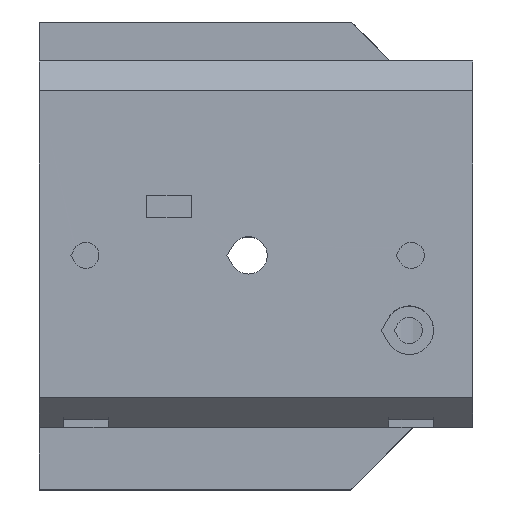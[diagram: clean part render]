
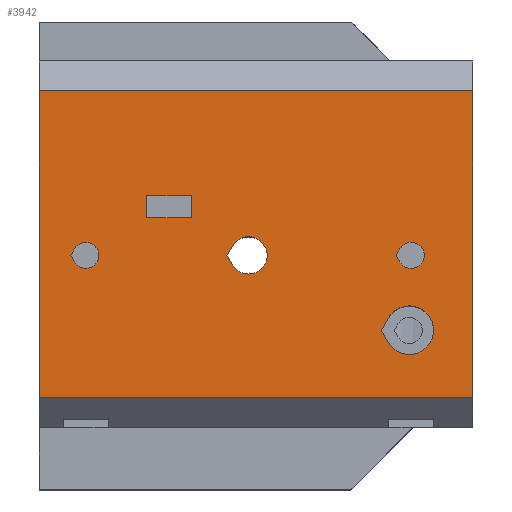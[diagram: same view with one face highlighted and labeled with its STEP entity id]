
A CAD part, top view. The second image highlights one B-rep face of the part: STEP entity #3942.
In plain terms, the highlighted planar face has unit normal (0, 0, 1).
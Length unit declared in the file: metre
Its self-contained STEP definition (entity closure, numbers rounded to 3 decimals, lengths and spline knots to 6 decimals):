
#79=CIRCLE('',#4170,0.00325);
#80=CIRCLE('',#4171,0.00175);
#81=CIRCLE('',#4172,0.00175);
#82=CIRCLE('',#4173,0.0025);
#164=ORIENTED_EDGE('',*,*,#1312,.F.);
#165=ORIENTED_EDGE('',*,*,#1313,.T.);
#166=ORIENTED_EDGE('',*,*,#1314,.T.);
#167=ORIENTED_EDGE('',*,*,#1315,.F.);
#168=ORIENTED_EDGE('',*,*,#1316,.F.);
#169=ORIENTED_EDGE('',*,*,#1317,.F.);
#170=ORIENTED_EDGE('',*,*,#1318,.T.);
#171=ORIENTED_EDGE('',*,*,#1319,.T.);
#172=ORIENTED_EDGE('',*,*,#1320,.T.);
#173=ORIENTED_EDGE('',*,*,#1321,.F.);
#174=ORIENTED_EDGE('',*,*,#1322,.T.);
#175=ORIENTED_EDGE('',*,*,#1323,.F.);
#176=ORIENTED_EDGE('',*,*,#1324,.T.);
#177=ORIENTED_EDGE('',*,*,#1325,.T.);
#178=ORIENTED_EDGE('',*,*,#1326,.F.);
#179=ORIENTED_EDGE('',*,*,#1327,.T.);
#180=ORIENTED_EDGE('',*,*,#1328,.T.);
#181=ORIENTED_EDGE('',*,*,#1329,.F.);
#182=ORIENTED_EDGE('',*,*,#1330,.F.);
#183=ORIENTED_EDGE('',*,*,#1331,.T.);
#1312=EDGE_CURVE('',#1886,#1887,#2273,.T.);
#1313=EDGE_CURVE('',#1886,#1888,#2274,.T.);
#1314=EDGE_CURVE('',#1888,#1889,#2275,.T.);
#1315=EDGE_CURVE('',#1887,#1889,#2276,.T.);
#1316=EDGE_CURVE('',#1890,#1891,#2277,.T.);
#1317=EDGE_CURVE('',#1892,#1890,#79,.T.);
#1318=EDGE_CURVE('',#1892,#1891,#2278,.T.);
#1319=EDGE_CURVE('',#1893,#1894,#2279,.T.);
#1320=EDGE_CURVE('',#1894,#1895,#2280,.T.);
#1321=EDGE_CURVE('',#1896,#1895,#2281,.T.);
#1322=EDGE_CURVE('',#1896,#1893,#2282,.T.);
#1323=EDGE_CURVE('',#1897,#1898,#2283,.T.);
#1324=EDGE_CURVE('',#1897,#1899,#80,.T.);
#1325=EDGE_CURVE('',#1899,#1898,#2284,.T.);
#1326=EDGE_CURVE('',#1900,#1901,#2285,.T.);
#1327=EDGE_CURVE('',#1900,#1902,#81,.T.);
#1328=EDGE_CURVE('',#1902,#1901,#2286,.T.);
#1329=EDGE_CURVE('',#1903,#1904,#2287,.T.);
#1330=EDGE_CURVE('',#1905,#1903,#82,.T.);
#1331=EDGE_CURVE('',#1905,#1904,#2288,.T.);
#1886=VERTEX_POINT('',#5528);
#1887=VERTEX_POINT('',#5529);
#1888=VERTEX_POINT('',#5531);
#1889=VERTEX_POINT('',#5533);
#1890=VERTEX_POINT('',#5536);
#1891=VERTEX_POINT('',#5537);
#1892=VERTEX_POINT('',#5539);
#1893=VERTEX_POINT('',#5542);
#1894=VERTEX_POINT('',#5543);
#1895=VERTEX_POINT('',#5545);
#1896=VERTEX_POINT('',#5547);
#1897=VERTEX_POINT('',#5550);
#1898=VERTEX_POINT('',#5551);
#1899=VERTEX_POINT('',#5553);
#1900=VERTEX_POINT('',#5556);
#1901=VERTEX_POINT('',#5557);
#1902=VERTEX_POINT('',#5559);
#1903=VERTEX_POINT('',#5562);
#1904=VERTEX_POINT('',#5563);
#1905=VERTEX_POINT('',#5565);
#2273=LINE('',#5527,#2736);
#2274=LINE('',#5530,#2737);
#2275=LINE('',#5532,#2738);
#2276=LINE('',#5534,#2739);
#2277=LINE('',#5535,#2740);
#2278=LINE('',#5540,#2741);
#2279=LINE('',#5541,#2742);
#2280=LINE('',#5544,#2743);
#2281=LINE('',#5546,#2744);
#2282=LINE('',#5548,#2745);
#2283=LINE('',#5549,#2746);
#2284=LINE('',#5554,#2747);
#2285=LINE('',#5555,#2748);
#2286=LINE('',#5560,#2749);
#2287=LINE('',#5561,#2750);
#2288=LINE('',#5566,#2751);
#2736=VECTOR('',#4470,1.);
#2737=VECTOR('',#4471,1.);
#2738=VECTOR('',#4472,1.);
#2739=VECTOR('',#4473,1.);
#2740=VECTOR('',#4474,1.);
#2741=VECTOR('',#4477,1.);
#2742=VECTOR('',#4478,1.);
#2743=VECTOR('',#4479,1.);
#2744=VECTOR('',#4480,1.);
#2745=VECTOR('',#4481,1.);
#2746=VECTOR('',#4482,1.);
#2747=VECTOR('',#4485,1.);
#2748=VECTOR('',#4486,1.);
#2749=VECTOR('',#4489,1.);
#2750=VECTOR('',#4490,1.);
#2751=VECTOR('',#4493,1.);
#3199=EDGE_LOOP('',(#164,#165,#166,#167));
#3200=EDGE_LOOP('',(#168,#169,#170));
#3201=EDGE_LOOP('',(#171,#172,#173,#174));
#3202=EDGE_LOOP('',(#175,#176,#177));
#3203=EDGE_LOOP('',(#178,#179,#180));
#3204=EDGE_LOOP('',(#181,#182,#183));
#3484=FACE_BOUND('',#3199,.T.);
#3485=FACE_BOUND('',#3200,.T.);
#3486=FACE_BOUND('',#3201,.T.);
#3487=FACE_BOUND('',#3202,.T.);
#3488=FACE_BOUND('',#3203,.T.);
#3489=FACE_BOUND('',#3204,.T.);
#3769=PLANE('',#4169);
#3942=ADVANCED_FACE('',(#3484,#3485,#3486,#3487,#3488,#3489),#3769,.F.);
#4169=AXIS2_PLACEMENT_3D('',#5526,#4468,#4469);
#4170=AXIS2_PLACEMENT_3D('',#5538,#4475,#4476);
#4171=AXIS2_PLACEMENT_3D('',#5552,#4483,#4484);
#4172=AXIS2_PLACEMENT_3D('',#5558,#4487,#4488);
#4173=AXIS2_PLACEMENT_3D('',#5564,#4491,#4492);
#4468=DIRECTION('',(0.,0.,-1.));
#4469=DIRECTION('',(0.,-1.,0.));
#4470=DIRECTION('',(-1.,0.,0.));
#4471=DIRECTION('',(0.,-1.,0.));
#4472=DIRECTION('',(-1.,0.,0.));
#4473=DIRECTION('',(0.,-1.,0.));
#4474=DIRECTION('',(-0.5,-0.866,0.));
#4475=DIRECTION('',(0.,0.,1.));
#4476=DIRECTION('',(1.,0.,0.));
#4477=DIRECTION('',(-0.5,0.866,0.));
#4478=DIRECTION('',(0.,-1.,0.));
#4479=DIRECTION('',(1.,0.,0.));
#4480=DIRECTION('',(0.,-1.,0.));
#4481=DIRECTION('',(-1.,0.,0.));
#4482=DIRECTION('',(-0.5,-0.866,0.));
#4483=DIRECTION('',(0.,0.,-1.));
#4484=DIRECTION('',(-1.,0.,0.));
#4485=DIRECTION('',(-0.5,0.866,0.));
#4486=DIRECTION('',(-0.5,-0.866,0.));
#4487=DIRECTION('',(0.,0.,-1.));
#4488=DIRECTION('',(-1.,0.,0.));
#4489=DIRECTION('',(-0.5,0.866,0.));
#4490=DIRECTION('',(-0.5,-0.866,0.));
#4491=DIRECTION('',(0.,0.,1.));
#4492=DIRECTION('',(1.,0.,0.));
#4493=DIRECTION('',(-0.5,0.866,0.));
#5526=CARTESIAN_POINT('',(-0.028,0.026,0.015));
#5527=CARTESIAN_POINT('',(-0.010625,0.008,0.015));
#5528=CARTESIAN_POINT('',(-0.007625,0.008,0.015));
#5529=CARTESIAN_POINT('',(-0.013625,0.008,0.015));
#5530=CARTESIAN_POINT('',(-0.007625,0.008,0.015));
#5531=CARTESIAN_POINT('',(-0.007625,0.005,0.015));
#5532=CARTESIAN_POINT('',(-0.010625,0.005,0.015));
#5533=CARTESIAN_POINT('',(-0.013625,0.005,0.015));
#5534=CARTESIAN_POINT('',(-0.013625,0.008,0.015));
#5535=CARTESIAN_POINT('',(0.021899,-0.002809,0.015));
#5536=CARTESIAN_POINT('',(0.018685,-0.008375,0.015));
#5537=CARTESIAN_POINT('',(0.017747,-0.01,0.015));
#5538=CARTESIAN_POINT('',(0.0215,-0.01,0.015));
#5539=CARTESIAN_POINT('',(0.018686,-0.011625,0.015));
#5540=CARTESIAN_POINT('',(0.018685,-0.011625,0.015));
#5541=CARTESIAN_POINT('',(-0.028,0.026,0.015));
#5542=CARTESIAN_POINT('',(-0.028,0.022,0.015));
#5543=CARTESIAN_POINT('',(-0.028,-0.019,0.015));
#5544=CARTESIAN_POINT('',(-0.028,-0.019,0.015));
#5545=CARTESIAN_POINT('',(0.03,-0.019,0.015));
#5546=CARTESIAN_POINT('',(0.03,0.,0.015));
#5547=CARTESIAN_POINT('',(0.03,0.022,0.015));
#5548=CARTESIAN_POINT('',(-0.028,0.022,0.015));
#5549=CARTESIAN_POINT('',(-0.01357,0.017669,0.015));
#5550=CARTESIAN_POINT('',(-0.023266,0.000875,0.015));
#5551=CARTESIAN_POINT('',(-0.023771,0.,0.015));
#5552=CARTESIAN_POINT('',(-0.02175,0.,0.015));
#5553=CARTESIAN_POINT('',(-0.023265,-0.000875,0.015));
#5554=CARTESIAN_POINT('',(-0.023266,-0.000875,0.015));
#5555=CARTESIAN_POINT('',(0.019055,-0.001167,0.015));
#5556=CARTESIAN_POINT('',(0.020234,0.000875,0.015));
#5557=CARTESIAN_POINT('',(0.019729,0.,0.015));
#5558=CARTESIAN_POINT('',(0.02175,0.,0.015));
#5559=CARTESIAN_POINT('',(0.020235,-0.000875,0.015));
#5560=CARTESIAN_POINT('',(0.020234,-0.000875,0.015));
#5561=CARTESIAN_POINT('',(0.002093,0.008626,0.015));
#5562=CARTESIAN_POINT('',(-0.002165,0.00125,0.015));
#5563=CARTESIAN_POINT('',(-0.002887,0.,0.015));
#5564=CARTESIAN_POINT('',(0.,0.,0.015));
#5565=CARTESIAN_POINT('',(-0.002164,-0.001251,0.015));
#5566=CARTESIAN_POINT('',(-0.002165,-0.00125,0.015));
